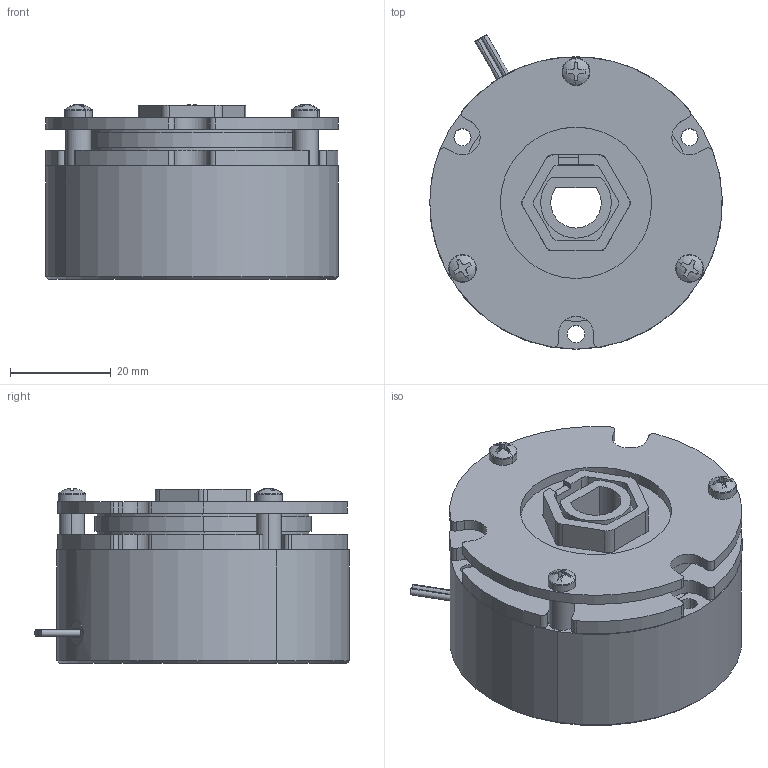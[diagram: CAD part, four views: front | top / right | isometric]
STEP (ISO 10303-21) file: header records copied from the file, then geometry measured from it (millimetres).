
FILE_DESCRIPTION (( 'STEP AP203' ), '1' );
FILE_NAME ('MCNB10KS_ダミー.STEP', '2014-11-18T05:44:32', ( 'user29' ), ( '小倉クラッチ株式会社' ), 'SwSTEP 2.0', 'SolidWorks 2009', '' );
FILE_SCHEMA (( 'CONFIG_CONTROL_DESIGN' ));
Length unit declared in the file: millimetre
Products named in the file (1): MCNB10KS_ダミー
Bounding box: 58 x 62.4 x 34.63 mm (x, y, z)
Volume: 72612 mm3; surface area: 27676.2 mm2
Topology: 4 solids, 7 shells, 344 faces, 874 edges, 567 vertices
Faces by surface type: cylinder 180, plane 134, torus 12, cone 10, sphere 6, bspline 2
Entity records: 13437 total; most frequent: CARTESIAN_POINT 4664, DIRECTION 1961, ORIENTED_EDGE 1748, EDGE_CURVE 874, AXIS2_PLACEMENT_3D 767, VERTEX_POINT 567, VECTOR 427, LINE 427
